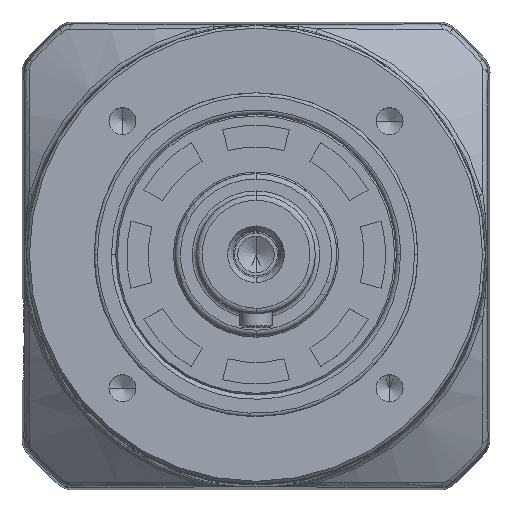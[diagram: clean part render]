
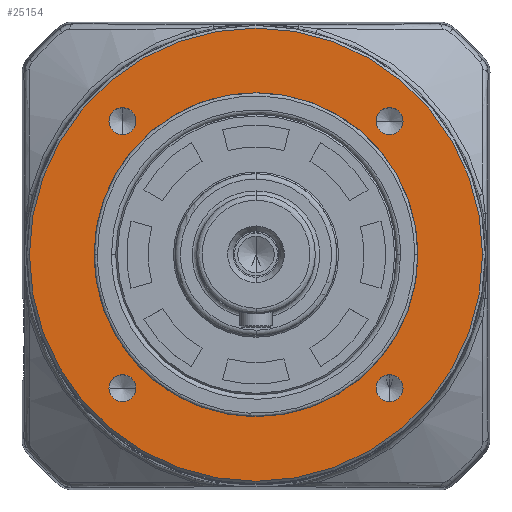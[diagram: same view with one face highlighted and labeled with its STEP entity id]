
A CAD part, top view. The second image highlights one B-rep face of the part: STEP entity #25154.
In plain terms, the highlighted planar face has unit normal (0, 0, 1).
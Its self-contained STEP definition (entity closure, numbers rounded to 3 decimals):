
#513 = CARTESIAN_POINT ( 'NONE',  ( 30., 0., 41.5 ) ) ;
#1176 = EDGE_CURVE ( 'NONE', #21537, #31840, #46140, .T. ) ;
#1288 = ORIENTED_EDGE ( 'NONE', *, *, #46230, .F. ) ;
#1349 = EDGE_CURVE ( 'NONE', #32206, #10553, #14874, .T. ) ;
#1983 = AXIS2_PLACEMENT_3D ( 'NONE', #50866, #27061, #21782 ) ;
#2792 = ORIENTED_EDGE ( 'NONE', *, *, #47793, .T. ) ;
#3026 = EDGE_CURVE ( 'NONE', #23896, #18670, #24969, .T. ) ;
#3365 = CIRCLE ( 'NONE', #5123, 2.5 ) ;
#3462 = DIRECTION ( 'NONE',  ( 1., 0., 0. ) ) ;
#3466 = AXIS2_PLACEMENT_3D ( 'NONE', #7884, #7844, #7829 ) ;
#4183 = EDGE_LOOP ( 'NONE', ( #20709, #2792 ) ) ;
#4430 = CIRCLE ( 'NONE', #3466, 2.5 ) ;
#5123 = AXIS2_PLACEMENT_3D ( 'NONE', #53944, #35728, #35692 ) ;
#5122 = FACE_BOUND ( 'NONE', #21728, .T. ) ;
#5285 = CIRCLE ( 'NONE', #32983, 2.5 ) ;
#5340 = FACE_BOUND ( 'NONE', #11603, .T. ) ;
#5560 = CIRCLE ( 'NONE', #38869, 42. ) ;
#6312 = ORIENTED_EDGE ( 'NONE', *, *, #3026, .T. ) ;
#7416 = VERTEX_POINT ( 'NONE', #24996 ) ;
#7829 = DIRECTION ( 'NONE',  ( 1., 0., 0. ) ) ;
#7844 = DIRECTION ( 'NONE',  ( 0., 0., -1. ) ) ;
#7884 = CARTESIAN_POINT ( 'NONE',  ( 24.749, 24.749, 41.5 ) ) ;
#8336 = ORIENTED_EDGE ( 'NONE', *, *, #11744, .T. ) ;
#8638 = EDGE_CURVE ( 'NONE', #18670, #23896, #20876, .T. ) ;
#8767 = CARTESIAN_POINT ( 'NONE',  ( -27.249, -24.749, 41.5 ) ) ;
#9714 = VERTEX_POINT ( 'NONE', #8767 ) ;
#10553 = VERTEX_POINT ( 'NONE', #20330 ) ;
#10837 = FACE_BOUND ( 'NONE', #16707, .T. ) ;
#11049 = CARTESIAN_POINT ( 'NONE',  ( 24.749, 24.749, 41.5 ) ) ;
#11603 = EDGE_LOOP ( 'NONE', ( #30281, #17650 ) ) ;
#11744 = EDGE_CURVE ( 'NONE', #10553, #32206, #12719, .T. ) ;
#12146 = EDGE_LOOP ( 'NONE', ( #37350, #50526 ) ) ;
#12517 = CARTESIAN_POINT ( 'NONE',  ( 42., 0., 41.5 ) ) ;
#12607 = DIRECTION ( 'NONE',  ( 1., 0., 0. ) ) ;
#12662 = DIRECTION ( 'NONE',  ( 0., 0., -1. ) ) ;
#12670 = CARTESIAN_POINT ( 'NONE',  ( -24.749, 24.749, 41.5 ) ) ;
#12719 = CIRCLE ( 'NONE', #17010, 2.5 ) ;
#12814 = EDGE_CURVE ( 'NONE', #9714, #40708, #3365, .T. ) ;
#13081 = EDGE_CURVE ( 'NONE', #7416, #45643, #4430, .T. ) ;
#14874 = CIRCLE ( 'NONE', #45805, 2.5 ) ;
#15397 = DIRECTION ( 'NONE',  ( 1., 0., 0. ) ) ;
#15867 = DIRECTION ( 'NONE',  ( -1., 0., 0. ) ) ;
#15936 = DIRECTION ( 'NONE',  ( 0., 0., -1. ) ) ;
#15987 = CARTESIAN_POINT ( 'NONE',  ( 0., 0., 41.5 ) ) ;
#16707 = EDGE_LOOP ( 'NONE', ( #36091, #6312 ) ) ;
#17010 = AXIS2_PLACEMENT_3D ( 'NONE', #12670, #12662, #12607 ) ;
#17544 = EDGE_LOOP ( 'NONE', ( #46758, #1288 ) ) ;
#17650 = ORIENTED_EDGE ( 'NONE', *, *, #24649, .T. ) ;
#17822 = CARTESIAN_POINT ( 'NONE',  ( 22.249, -24.749, 41.5 ) ) ;
#18670 = VERTEX_POINT ( 'NONE', #513 ) ;
#19451 = CIRCLE ( 'NONE', #1983, 2.5 ) ;
#20330 = CARTESIAN_POINT ( 'NONE',  ( -27.249, 24.749, 41.5 ) ) ;
#20709 = ORIENTED_EDGE ( 'NONE', *, *, #13081, .T. ) ;
#20749 = DIRECTION ( 'NONE',  ( 0., 0., -1. ) ) ;
#20876 = CIRCLE ( 'NONE', #44643, 30. ) ;
#21537 = VERTEX_POINT ( 'NONE', #41239 ) ;
#21728 = EDGE_LOOP ( 'NONE', ( #47597, #8336 ) ) ;
#21782 = DIRECTION ( 'NONE',  ( 1., 0., 0. ) ) ;
#21993 = EDGE_CURVE ( 'NONE', #23530, #33885, #49605, .T. ) ;
#23530 = VERTEX_POINT ( 'NONE', #45739 ) ;
#23629 = FACE_BOUND ( 'NONE', #4183, .T. ) ;
#23896 = VERTEX_POINT ( 'NONE', #31321 ) ;
#24456 = FACE_BOUND ( 'NONE', #12146, .T. ) ;
#24649 = EDGE_CURVE ( 'NONE', #31840, #21537, #5285, .T. ) ;
#24969 = CIRCLE ( 'NONE', #28189, 30. ) ;
#24996 = CARTESIAN_POINT ( 'NONE',  ( 27.249, 24.749, 41.5 ) ) ;
#25154 = ADVANCED_FACE ( 'NONE', ( #10837, #43041, #23629, #5340, #24456, #5122 ), #36557, .T. ) ;
#27061 = DIRECTION ( 'NONE',  ( 0., 0., -1. ) ) ;
#27572 = AXIS2_PLACEMENT_3D ( 'NONE', #11049, #41436, #15397 ) ;
#28189 = AXIS2_PLACEMENT_3D ( 'NONE', #39441, #39401, #39383 ) ;
#28985 = EDGE_CURVE ( 'NONE', #40708, #9714, #19451, .T. ) ;
#30281 = ORIENTED_EDGE ( 'NONE', *, *, #1176, .T. ) ;
#30799 = AXIS2_PLACEMENT_3D ( 'NONE', #15987, #15936, #15867 ) ;
#31321 = CARTESIAN_POINT ( 'NONE',  ( -30., 0., 41.5 ) ) ;
#31840 = VERTEX_POINT ( 'NONE', #17822 ) ;
#32206 = VERTEX_POINT ( 'NONE', #52677 ) ;
#32439 = CARTESIAN_POINT ( 'NONE',  ( -22.249, -24.749, 41.5 ) ) ;
#32983 = AXIS2_PLACEMENT_3D ( 'NONE', #40403, #35742, #3462 ) ;
#33885 = VERTEX_POINT ( 'NONE', #12517 ) ;
#34002 = DIRECTION ( 'NONE',  ( 1., 0., 0. ) ) ;
#34076 = DIRECTION ( 'NONE',  ( 0., 0., -1. ) ) ;
#34117 = CARTESIAN_POINT ( 'NONE',  ( 0., 0., 41.5 ) ) ;
#35446 = DIRECTION ( 'NONE',  ( 1., 0., 0. ) ) ;
#35569 = DIRECTION ( 'NONE',  ( 0., 0., 1. ) ) ;
#35692 = DIRECTION ( 'NONE',  ( 1., 0., 0. ) ) ;
#35728 = DIRECTION ( 'NONE',  ( 0., 0., -1. ) ) ;
#35742 = DIRECTION ( 'NONE',  ( 0., 0., -1. ) ) ;
#35983 = CARTESIAN_POINT ( 'NONE',  ( 0., 0., 41.5 ) ) ;
#36091 = ORIENTED_EDGE ( 'NONE', *, *, #8638, .T. ) ;
#36557 = PLANE ( 'NONE',  #41909 ) ;
#37350 = ORIENTED_EDGE ( 'NONE', *, *, #28985, .T. ) ;
#38869 = AXIS2_PLACEMENT_3D ( 'NONE', #46630, #20749, #50814 ) ;
#39383 = DIRECTION ( 'NONE',  ( 1., 0., 0. ) ) ;
#39401 = DIRECTION ( 'NONE',  ( 0., 0., -1. ) ) ;
#39441 = CARTESIAN_POINT ( 'NONE',  ( 0., 0., 41.5 ) ) ;
#40403 = CARTESIAN_POINT ( 'NONE',  ( 24.749, -24.749, 41.5 ) ) ;
#40458 = CIRCLE ( 'NONE', #27572, 2.5 ) ;
#40708 = VERTEX_POINT ( 'NONE', #32439 ) ;
#41239 = CARTESIAN_POINT ( 'NONE',  ( 27.249, -24.749, 41.5 ) ) ;
#41436 = DIRECTION ( 'NONE',  ( 0., 0., -1. ) ) ;
#41909 = AXIS2_PLACEMENT_3D ( 'NONE', #35983, #35569, #35446 ) ;
#43041 = FACE_OUTER_BOUND ( 'NONE', #17544, .T. ) ;
#44643 = AXIS2_PLACEMENT_3D ( 'NONE', #34117, #34076, #34002 ) ;
#45643 = VERTEX_POINT ( 'NONE', #48241 ) ;
#45739 = CARTESIAN_POINT ( 'NONE',  ( -42., 0., 41.5 ) ) ;
#45805 = AXIS2_PLACEMENT_3D ( 'NONE', #50863, #50806, #50794 ) ;
#46140 = CIRCLE ( 'NONE', #47397, 2.5 ) ;
#46230 = EDGE_CURVE ( 'NONE', #33885, #23530, #5560, .T. ) ;
#46630 = CARTESIAN_POINT ( 'NONE',  ( 0., 0., 41.5 ) ) ;
#46758 = ORIENTED_EDGE ( 'NONE', *, *, #21993, .F. ) ;
#47397 = AXIS2_PLACEMENT_3D ( 'NONE', #53696, #53680, #53634 ) ;
#47597 = ORIENTED_EDGE ( 'NONE', *, *, #1349, .T. ) ;
#47793 = EDGE_CURVE ( 'NONE', #45643, #7416, #40458, .T. ) ;
#48241 = CARTESIAN_POINT ( 'NONE',  ( 22.249, 24.749, 41.5 ) ) ;
#49605 = CIRCLE ( 'NONE', #30799, 42. ) ;
#50526 = ORIENTED_EDGE ( 'NONE', *, *, #12814, .T. ) ;
#50794 = DIRECTION ( 'NONE',  ( 1., 0., 0. ) ) ;
#50806 = DIRECTION ( 'NONE',  ( 0., 0., -1. ) ) ;
#50814 = DIRECTION ( 'NONE',  ( -1., 0., 0. ) ) ;
#50863 = CARTESIAN_POINT ( 'NONE',  ( -24.749, 24.749, 41.5 ) ) ;
#50866 = CARTESIAN_POINT ( 'NONE',  ( -24.749, -24.749, 41.5 ) ) ;
#52677 = CARTESIAN_POINT ( 'NONE',  ( -22.249, 24.749, 41.5 ) ) ;
#53634 = DIRECTION ( 'NONE',  ( 1., 0., 0. ) ) ;
#53680 = DIRECTION ( 'NONE',  ( 0., 0., -1. ) ) ;
#53696 = CARTESIAN_POINT ( 'NONE',  ( 24.749, -24.749, 41.5 ) ) ;
#53944 = CARTESIAN_POINT ( 'NONE',  ( -24.749, -24.749, 41.5 ) ) ;
